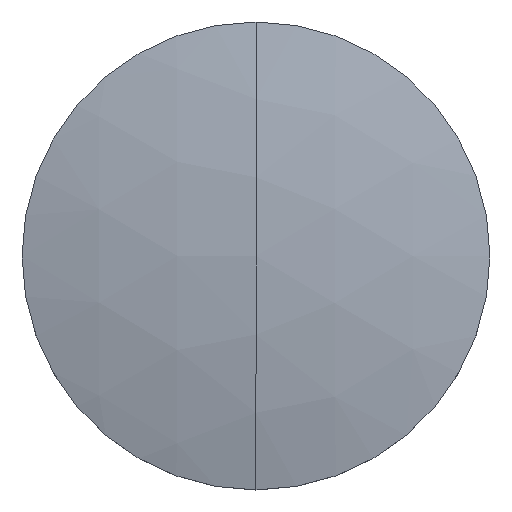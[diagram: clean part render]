
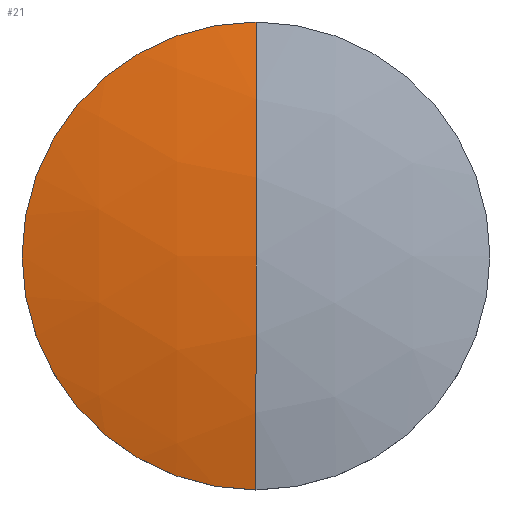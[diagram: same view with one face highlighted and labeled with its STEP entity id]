
A CAD part, top view. The second image highlights one B-rep face of the part: STEP entity #21.
In plain terms, the highlighted spherical face has radius 51.5 mm.
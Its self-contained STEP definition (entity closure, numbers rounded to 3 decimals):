
#3 = ORIENTED_EDGE ( 'NONE', *, *, #4, .F. ) ;
#4 = EDGE_CURVE ( 'NONE', #35, #52, #59, .T. ) ;
#11 = VERTEX_POINT ( 'NONE', #114 ) ;
#12 = ORIENTED_EDGE ( 'NONE', *, *, #16, .T. ) ;
#15 = EDGE_LOOP ( 'NONE', ( #26, #51, #12, #3 ) ) ;
#16 = EDGE_CURVE ( 'NONE', #11, #52, #129, .T. ) ;
#21 = ADVANCED_FACE ( 'NONE', ( #107 ), #112, .T. ) ;
#26 = ORIENTED_EDGE ( 'NONE', *, *, #28, .T. ) ;
#28 = EDGE_CURVE ( 'NONE', #35, #56, #155, .T. ) ;
#35 = VERTEX_POINT ( 'NONE', #140 ) ;
#38 = EDGE_CURVE ( 'NONE', #56, #11, #205, .T. ) ;
#41 = DIRECTION ( 'NONE',  ( 0., 0., -1. ) ) ;
#50 = AXIS2_PLACEMENT_3D ( 'NONE', #55, #54, #41 ) ;
#51 = ORIENTED_EDGE ( 'NONE', *, *, #38, .T. ) ;
#52 = VERTEX_POINT ( 'NONE', #228 ) ;
#54 = DIRECTION ( 'NONE',  ( 1., 0., 0. ) ) ;
#55 = CARTESIAN_POINT ( 'NONE',  ( 0., 0., -49.7 ) ) ;
#56 = VERTEX_POINT ( 'NONE', #238 ) ;
#59 = CIRCLE ( 'NONE', #50, 51.5 ) ;
#102 = DIRECTION ( 'NONE',  ( 0., 1., 0. ) ) ;
#103 = DIRECTION ( 'NONE',  ( 0., -1., 0. ) ) ;
#104 = DIRECTION ( 'NONE',  ( -1., 0., 0. ) ) ;
#107 = FACE_OUTER_BOUND ( 'NONE', #15, .T. ) ;
#109 = DIRECTION ( 'NONE',  ( -1., 0., 0. ) ) ;
#110 = CARTESIAN_POINT ( 'NONE',  ( 0., 0., -49.7 ) ) ;
#111 = AXIS2_PLACEMENT_3D ( 'NONE', #110, #109, #102 ) ;
#112 = SPHERICAL_SURFACE ( 'NONE', #111, 51.5 ) ;
#114 = CARTESIAN_POINT ( 'NONE',  ( 0., -12.5, 0.26 ) ) ;
#119 = CARTESIAN_POINT ( 'NONE',  ( 0., 0., -49.7 ) ) ;
#128 = AXIS2_PLACEMENT_3D ( 'NONE', #119, #104, #103 ) ;
#129 = CIRCLE ( 'NONE', #128, 51.5 ) ;
#134 = DIRECTION ( 'NONE',  ( 0., 0., 1. ) ) ;
#135 = CARTESIAN_POINT ( 'NONE',  ( 0., 0., 0.26 ) ) ;
#136 = AXIS2_PLACEMENT_3D ( 'NONE', #135, #134, #165 ) ;
#140 = CARTESIAN_POINT ( 'NONE',  ( 0., 12.5, 0.26 ) ) ;
#155 = CIRCLE ( 'NONE', #136, 12.5 ) ;
#165 = DIRECTION ( 'NONE',  ( 1., 0., 0. ) ) ;
#197 = DIRECTION ( 'NONE',  ( 1., 0., 0. ) ) ;
#205 = CIRCLE ( 'NONE', #209, 12.5 ) ;
#209 = AXIS2_PLACEMENT_3D ( 'NONE', #220, #217, #197 ) ;
#217 = DIRECTION ( 'NONE',  ( 0., 0., 1. ) ) ;
#220 = CARTESIAN_POINT ( 'NONE',  ( 0., 0., 0.26 ) ) ;
#228 = CARTESIAN_POINT ( 'NONE',  ( 0., 0., 1.8 ) ) ;
#238 = CARTESIAN_POINT ( 'NONE',  ( -12.5, 0., 0.26 ) ) ;
